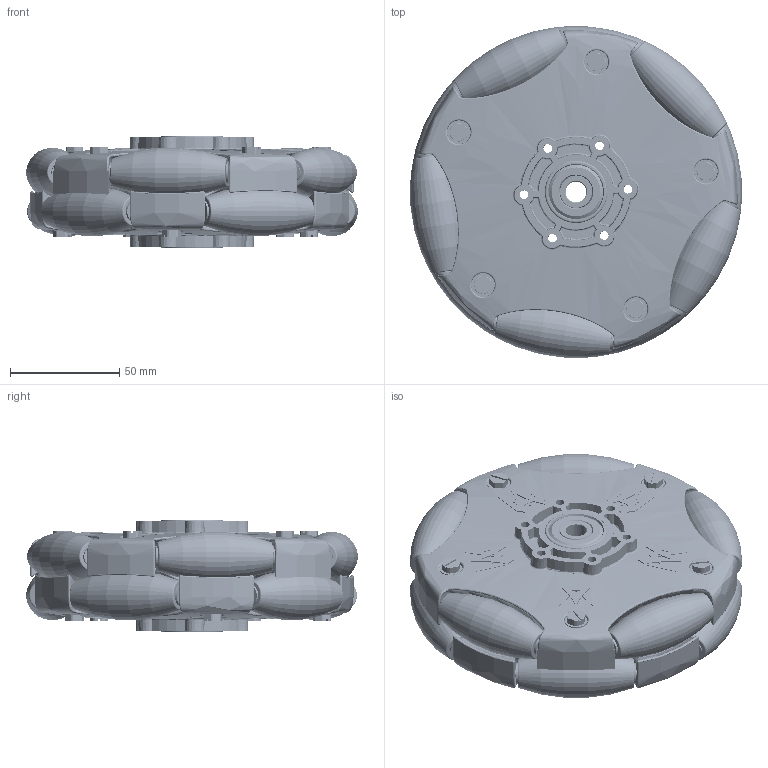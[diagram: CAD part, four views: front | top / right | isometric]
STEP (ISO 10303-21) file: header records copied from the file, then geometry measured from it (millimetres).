
FILE_DESCRIPTION (( 'STEP AP214' ), '1' );
FILE_NAME ('am-3291 6in DuraOmni with 1614z bearings.STEP', '2015-11-05T18:41:02', ( '' ), ( '' ), 'SwSTEP 2.0', 'SolidWorks 2014', '' );
FILE_SCHEMA (( 'AUTOMOTIVE_DESIGN' ));
Length unit declared in the file: inch
Products named in the file (8): 1614Z Bearing; 10-24 hex half inch_93882A213; 0125x2375 Pin; MP6-10D Outer Body; MP6-10D Inner Body rev 2; Roller Assembly rev 2; MP6-10D Roller rev 2; am-3291 6in DuraOmni with 1614z bearings
Assembly tree (36 placements, depth 3):
  am-3291 6in DuraOmni with 1614z bearings
    Roller Assembly rev 2
      MP6-10D Roller rev 2  x10
    MP6-10D Inner Body rev 2
    MP6-10D Outer Body  x2
    0125x2375 Pin  x10
    10-24 hex half inch_93882A213  x10
    1614Z Bearing  x2
Bounding box: 152.18 x 152.18 x 51.82 mm (x, y, z)
Volume: 361351.2 mm3; surface area: 192846.5 mm2
Topology: 35 solids, 35 shells, 3398 faces, 8878 edges, 5681 vertices
Faces by surface type: bspline 959, cylinder 902, plane 766, cone 458, torus 233, sphere 80
Entity records: 79143 total; most frequent: CARTESIAN_POINT 43931, ORIENTED_EDGE 8216, DIRECTION 6094, EDGE_CURVE 4108, VERTEX_POINT 2596, AXIS2_PLACEMENT_3D 2471, EDGE_LOOP 1724, FACE_OUTER_BOUND 1593
